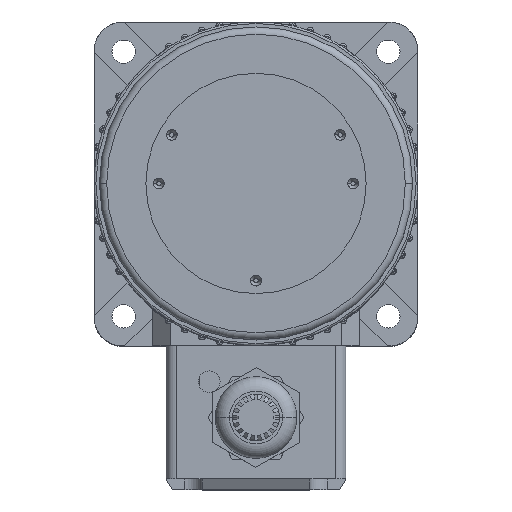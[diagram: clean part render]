
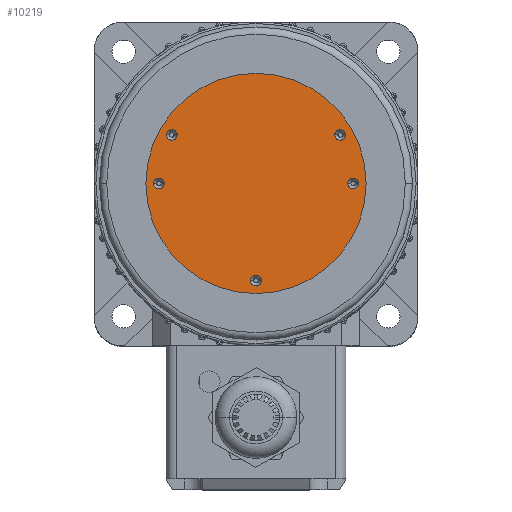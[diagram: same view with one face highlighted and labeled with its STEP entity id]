
A CAD part, top view. The second image highlights one B-rep face of the part: STEP entity #10219.
In plain terms, the highlighted planar face has unit normal (0, 0, 1).
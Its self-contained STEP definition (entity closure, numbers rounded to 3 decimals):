
#55 = CARTESIAN_POINT ( 'NONE',  ( 23.383, 13.5, 96. ) ) ;
#253 = CARTESIAN_POINT ( 'NONE',  ( 30.6, 0., 96. ) ) ;
#426 = FACE_OUTER_BOUND ( 'NONE', #15281, .T. ) ;
#517 = CARTESIAN_POINT ( 'NONE',  ( 27., 0., 96. ) ) ;
#578 = EDGE_LOOP ( 'NONE', ( #14095, #10271 ) ) ;
#841 = CARTESIAN_POINT ( 'NONE',  ( 24.883, 13.5, 96. ) ) ;
#914 = FACE_BOUND ( 'NONE', #7392, .T. ) ;
#950 = CARTESIAN_POINT ( 'NONE',  ( -23.383, 13.5, 96. ) ) ;
#1618 = DIRECTION ( 'NONE',  ( 1., 0., 0. ) ) ;
#1803 = CARTESIAN_POINT ( 'NONE',  ( 28.5, 0., 96. ) ) ;
#1907 = CIRCLE ( 'NONE', #5358, 30.6 ) ;
#1924 = AXIS2_PLACEMENT_3D ( 'NONE', #950, #11921, #2575 ) ;
#2030 = VERTEX_POINT ( 'NONE', #253 ) ;
#2074 = EDGE_CURVE ( 'NONE', #12921, #14034, #15922, .T. ) ;
#2119 = DIRECTION ( 'NONE',  ( 1., 0., 0. ) ) ;
#2143 = CIRCLE ( 'NONE', #5772, 1.5 ) ;
#2574 = ORIENTED_EDGE ( 'NONE', *, *, #2074, .F. ) ;
#2575 = DIRECTION ( 'NONE',  ( 1., 0., 0. ) ) ;
#2621 = DIRECTION ( 'NONE',  ( 0., 0., 1. ) ) ;
#2798 = VERTEX_POINT ( 'NONE', #5877 ) ;
#2837 = DIRECTION ( 'NONE',  ( 0., 0., 1. ) ) ;
#3435 = CARTESIAN_POINT ( 'NONE',  ( 21.883, 13.5, 96. ) ) ;
#3544 = CARTESIAN_POINT ( 'NONE',  ( 0., -27., 96. ) ) ;
#3582 = CARTESIAN_POINT ( 'NONE',  ( -25.5, 0., 96. ) ) ;
#3747 = VERTEX_POINT ( 'NONE', #9997 ) ;
#4096 = ORIENTED_EDGE ( 'NONE', *, *, #10949, .F. ) ;
#4343 = ORIENTED_EDGE ( 'NONE', *, *, #5798, .F. ) ;
#4585 = DIRECTION ( 'NONE',  ( 0., 0., 1. ) ) ;
#4735 = EDGE_CURVE ( 'NONE', #2030, #11372, #10810, .T. ) ;
#4768 = EDGE_CURVE ( 'NONE', #19685, #10748, #14782, .T. ) ;
#5145 = VERTEX_POINT ( 'NONE', #14618 ) ;
#5146 = DIRECTION ( 'NONE',  ( 1., 0., 0. ) ) ;
#5210 = AXIS2_PLACEMENT_3D ( 'NONE', #55, #11070, #1618 ) ;
#5317 = EDGE_CURVE ( 'NONE', #19704, #3747, #5699, .T. ) ;
#5356 = DIRECTION ( 'NONE',  ( 0., 0., 1. ) ) ;
#5358 = AXIS2_PLACEMENT_3D ( 'NONE', #5796, #16355, #7367 ) ;
#5398 = VERTEX_POINT ( 'NONE', #10885 ) ;
#5699 = CIRCLE ( 'NONE', #15654, 1.5 ) ;
#5772 = AXIS2_PLACEMENT_3D ( 'NONE', #15317, #6232, #16749 ) ;
#5796 = CARTESIAN_POINT ( 'NONE',  ( 0., 0., 96. ) ) ;
#5798 = EDGE_CURVE ( 'NONE', #2798, #5398, #14749, .T. ) ;
#5877 = CARTESIAN_POINT ( 'NONE',  ( -24.883, 13.5, 96. ) ) ;
#6030 = CARTESIAN_POINT ( 'NONE',  ( -27., 0., 96. ) ) ;
#6232 = DIRECTION ( 'NONE',  ( 0., 0., 1. ) ) ;
#6728 = EDGE_CURVE ( 'NONE', #5145, #11283, #14018, .T. ) ;
#6849 = DIRECTION ( 'NONE',  ( 0., 0., 1. ) ) ;
#6947 = AXIS2_PLACEMENT_3D ( 'NONE', #17826, #2621, #13467 ) ;
#6970 = CARTESIAN_POINT ( 'NONE',  ( 1.5, -27., 96. ) ) ;
#7316 = AXIS2_PLACEMENT_3D ( 'NONE', #9072, #19454, #10579 ) ;
#7367 = DIRECTION ( 'NONE',  ( 1., 0., 0. ) ) ;
#7392 = EDGE_LOOP ( 'NONE', ( #4096, #4343 ) ) ;
#7454 = CIRCLE ( 'NONE', #18718, 1.5 ) ;
#7601 = DIRECTION ( 'NONE',  ( 1., 0., 0. ) ) ;
#7791 = EDGE_CURVE ( 'NONE', #14034, #12921, #7454, .T. ) ;
#7821 = ORIENTED_EDGE ( 'NONE', *, *, #9226, .T. ) ;
#7870 = EDGE_CURVE ( 'NONE', #10748, #19685, #10117, .T. ) ;
#7985 = ORIENTED_EDGE ( 'NONE', *, *, #4768, .F. ) ;
#8581 = EDGE_CURVE ( 'NONE', #3747, #19704, #15674, .T. ) ;
#8898 = FACE_BOUND ( 'NONE', #578, .T. ) ;
#9072 = CARTESIAN_POINT ( 'NONE',  ( 0., 0., 96. ) ) ;
#9226 = EDGE_CURVE ( 'NONE', #11372, #2030, #1907, .T. ) ;
#9369 = FACE_BOUND ( 'NONE', #18778, .T. ) ;
#9992 = ORIENTED_EDGE ( 'NONE', *, *, #8581, .F. ) ;
#9997 = CARTESIAN_POINT ( 'NONE',  ( -28.5, 0., 96. ) ) ;
#10117 = CIRCLE ( 'NONE', #5210, 1.5 ) ;
#10219 = ADVANCED_FACE ( 'NONE', ( #9369, #914, #8898, #16776, #13344, #426 ), #10382, .T. ) ;
#10271 = ORIENTED_EDGE ( 'NONE', *, *, #6728, .F. ) ;
#10382 = PLANE ( 'NONE',  #6947 ) ;
#10419 = AXIS2_PLACEMENT_3D ( 'NONE', #12161, #2837, #13657 ) ;
#10579 = DIRECTION ( 'NONE',  ( 1., 0., 0. ) ) ;
#10748 = VERTEX_POINT ( 'NONE', #841 ) ;
#10810 = CIRCLE ( 'NONE', #7316, 30.6 ) ;
#10885 = CARTESIAN_POINT ( 'NONE',  ( -21.883, 13.5, 96. ) ) ;
#10949 = EDGE_CURVE ( 'NONE', #5398, #2798, #2143, .T. ) ;
#11070 = DIRECTION ( 'NONE',  ( 0., 0., 1. ) ) ;
#11181 = AXIS2_PLACEMENT_3D ( 'NONE', #14489, #5356, #15960 ) ;
#11283 = VERTEX_POINT ( 'NONE', #6970 ) ;
#11372 = VERTEX_POINT ( 'NONE', #14783 ) ;
#11515 = DIRECTION ( 'NONE',  ( 0., 0., 1. ) ) ;
#11921 = DIRECTION ( 'NONE',  ( 0., 0., 1. ) ) ;
#12161 = CARTESIAN_POINT ( 'NONE',  ( 23.383, 13.5, 96. ) ) ;
#12558 = EDGE_LOOP ( 'NONE', ( #15835, #9992 ) ) ;
#12921 = VERTEX_POINT ( 'NONE', #1803 ) ;
#13083 = EDGE_LOOP ( 'NONE', ( #2574, #15324 ) ) ;
#13344 = FACE_BOUND ( 'NONE', #12558, .T. ) ;
#13467 = DIRECTION ( 'NONE',  ( 1., 0., 0. ) ) ;
#13657 = DIRECTION ( 'NONE',  ( 1., 0., 0. ) ) ;
#13739 = CARTESIAN_POINT ( 'NONE',  ( 27., 0., 96. ) ) ;
#13814 = ORIENTED_EDGE ( 'NONE', *, *, #7870, .F. ) ;
#14018 = CIRCLE ( 'NONE', #17204, 1.5 ) ;
#14034 = VERTEX_POINT ( 'NONE', #19847 ) ;
#14095 = ORIENTED_EDGE ( 'NONE', *, *, #14934, .F. ) ;
#14291 = DIRECTION ( 'NONE',  ( 0., 0., 1. ) ) ;
#14489 = CARTESIAN_POINT ( 'NONE',  ( 0., -27., 96. ) ) ;
#14618 = CARTESIAN_POINT ( 'NONE',  ( -1.5, -27., 96. ) ) ;
#14749 = CIRCLE ( 'NONE', #1924, 1.5 ) ;
#14782 = CIRCLE ( 'NONE', #10419, 1.5 ) ;
#14783 = CARTESIAN_POINT ( 'NONE',  ( -30.6, 0., 96. ) ) ;
#14934 = EDGE_CURVE ( 'NONE', #11283, #5145, #17648, .T. ) ;
#15222 = DIRECTION ( 'NONE',  ( 1., 0., 0. ) ) ;
#15281 = EDGE_LOOP ( 'NONE', ( #16288, #7821 ) ) ;
#15317 = CARTESIAN_POINT ( 'NONE',  ( -23.383, 13.5, 96. ) ) ;
#15324 = ORIENTED_EDGE ( 'NONE', *, *, #7791, .F. ) ;
#15654 = AXIS2_PLACEMENT_3D ( 'NONE', #6030, #16559, #7601 ) ;
#15674 = CIRCLE ( 'NONE', #17597, 1.5 ) ;
#15835 = ORIENTED_EDGE ( 'NONE', *, *, #5317, .F. ) ;
#15885 = CARTESIAN_POINT ( 'NONE',  ( -27., 0., 96. ) ) ;
#15922 = CIRCLE ( 'NONE', #18085, 1.5 ) ;
#15960 = DIRECTION ( 'NONE',  ( 1., 0., 0. ) ) ;
#16288 = ORIENTED_EDGE ( 'NONE', *, *, #4735, .T. ) ;
#16355 = DIRECTION ( 'NONE',  ( 0., 0., 1. ) ) ;
#16559 = DIRECTION ( 'NONE',  ( 0., 0., 1. ) ) ;
#16749 = DIRECTION ( 'NONE',  ( 1., 0., 0. ) ) ;
#16776 = FACE_BOUND ( 'NONE', #13083, .T. ) ;
#17204 = AXIS2_PLACEMENT_3D ( 'NONE', #3544, #14291, #5146 ) ;
#17357 = DIRECTION ( 'NONE',  ( 1., 0., 0. ) ) ;
#17597 = AXIS2_PLACEMENT_3D ( 'NONE', #15885, #6849, #17357 ) ;
#17648 = CIRCLE ( 'NONE', #11181, 1.5 ) ;
#17826 = CARTESIAN_POINT ( 'NONE',  ( 0., 0., 96. ) ) ;
#18085 = AXIS2_PLACEMENT_3D ( 'NONE', #517, #11515, #2119 ) ;
#18718 = AXIS2_PLACEMENT_3D ( 'NONE', #13739, #4585, #15222 ) ;
#18778 = EDGE_LOOP ( 'NONE', ( #13814, #7985 ) ) ;
#19454 = DIRECTION ( 'NONE',  ( 0., 0., 1. ) ) ;
#19685 = VERTEX_POINT ( 'NONE', #3435 ) ;
#19704 = VERTEX_POINT ( 'NONE', #3582 ) ;
#19847 = CARTESIAN_POINT ( 'NONE',  ( 25.5, 0., 96. ) ) ;
